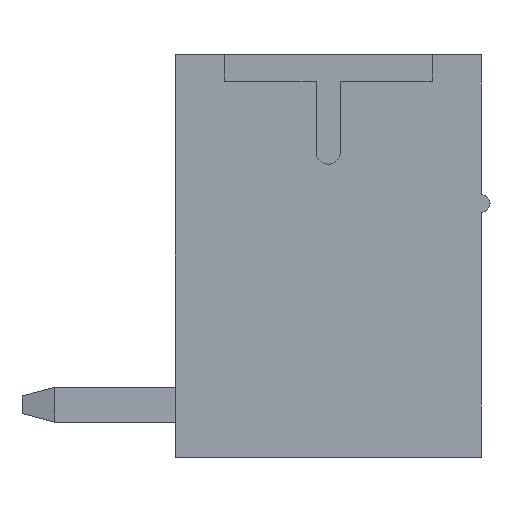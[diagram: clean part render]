
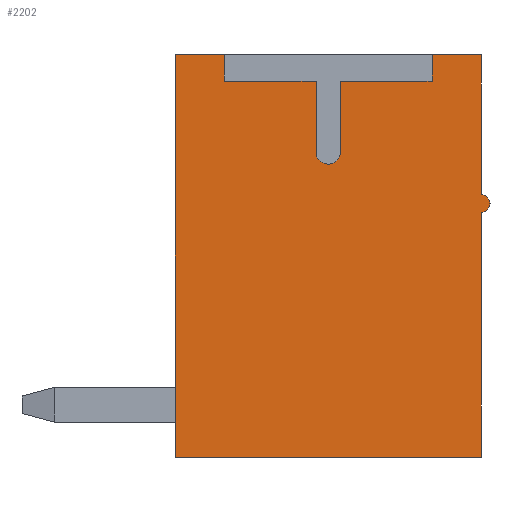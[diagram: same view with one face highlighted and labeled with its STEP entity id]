
A CAD part, left-side view. The second image highlights one B-rep face of the part: STEP entity #2202.
In plain terms, the highlighted planar face has unit normal (-1, 0, 0).
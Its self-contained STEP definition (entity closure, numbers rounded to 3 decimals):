
#2202 = ADVANCED_FACE( '', ( #4736 ), #4737, .F. );
#4736 = FACE_OUTER_BOUND( '', #7687, .T. );
#4737 = PLANE( '', #7688 );
#7687 = EDGE_LOOP( '', ( #13740, #13741, #13742, #13743, #13744, #13745, #13746, #13747, #13748, #13749, #13750, #13751, #13752, #13753 ) );
#7688 = AXIS2_PLACEMENT_3D( '', #13754, #13755, #13756 );
#13740 = ORIENTED_EDGE( '', *, *, #18583, .T. );
#13741 = ORIENTED_EDGE( '', *, *, #20630, .T. );
#13742 = ORIENTED_EDGE( '', *, *, #20631, .T. );
#13743 = ORIENTED_EDGE( '', *, *, #19006, .T. );
#13744 = ORIENTED_EDGE( '', *, *, #20632, .T. );
#13745 = ORIENTED_EDGE( '', *, *, #20633, .T. );
#13746 = ORIENTED_EDGE( '', *, *, #18449, .T. );
#13747 = ORIENTED_EDGE( '', *, *, #20634, .T. );
#13748 = ORIENTED_EDGE( '', *, *, #18680, .T. );
#13749 = ORIENTED_EDGE( '', *, *, #20635, .T. );
#13750 = ORIENTED_EDGE( '', *, *, #20636, .T. );
#13751 = ORIENTED_EDGE( '', *, *, #19196, .T. );
#13752 = ORIENTED_EDGE( '', *, *, #20637, .T. );
#13753 = ORIENTED_EDGE( '', *, *, #20638, .T. );
#13754 = CARTESIAN_POINT( '', ( -40.45, 0., 2.375 ) );
#13755 = DIRECTION( '', ( 1., 0., 0. ) );
#13756 = DIRECTION( '', ( 0., 0., -1. ) );
#18449 = EDGE_CURVE( '', #22299, #22297, #22300, .T. );
#18583 = EDGE_CURVE( '', #22534, #22535, #22536, .T. );
#18680 = EDGE_CURVE( '', #22701, #22699, #22702, .T. );
#19006 = EDGE_CURVE( '', #23263, #23261, #23264, .T. );
#19196 = EDGE_CURVE( '', #23580, #23581, #23582, .T. );
#20630 = EDGE_CURVE( '', #22535, #25773, #25774, .T. );
#20631 = EDGE_CURVE( '', #25773, #23263, #25775, .T. );
#20632 = EDGE_CURVE( '', #23261, #25776, #25777, .T. );
#20633 = EDGE_CURVE( '', #25776, #22299, #25778, .T. );
#20634 = EDGE_CURVE( '', #22297, #22701, #25779, .T. );
#20635 = EDGE_CURVE( '', #22699, #25780, #25781, .T. );
#20636 = EDGE_CURVE( '', #25780, #23580, #25782, .T. );
#20637 = EDGE_CURVE( '', #23581, #25783, #25784, .T. );
#20638 = EDGE_CURVE( '', #25783, #22534, #25785, .F. );
#22297 = VERTEX_POINT( '', #27906 );
#22299 = VERTEX_POINT( '', #27909 );
#22300 = LINE( '', #27910, #27911 );
#22534 = VERTEX_POINT( '', #28249 );
#22535 = VERTEX_POINT( '', #28250 );
#22536 = LINE( '', #28251, #28252 );
#22699 = VERTEX_POINT( '', #28488 );
#22701 = VERTEX_POINT( '', #28491 );
#22702 = LINE( '', #28492, #28493 );
#23261 = VERTEX_POINT( '', #29303 );
#23263 = VERTEX_POINT( '', #29306 );
#23264 = LINE( '', #29307, #29308 );
#23580 = VERTEX_POINT( '', #29766 );
#23581 = VERTEX_POINT( '', #29767 );
#23582 = LINE( '', #29768, #29769 );
#25773 = VERTEX_POINT( '', #33011 );
#25774 = LINE( '', #33012, #33013 );
#25775 = LINE( '', #33014, #33015 );
#25776 = VERTEX_POINT( '', #33016 );
#25777 = LINE( '', #33017, #33018 );
#25778 = CIRCLE( '', #33019, 0.275 );
#25779 = LINE( '', #33020, #33021 );
#25780 = VERTEX_POINT( '', #33022 );
#25781 = LINE( '', #33023, #33024 );
#25782 = LINE( '', #33025, #33026 );
#25783 = VERTEX_POINT( '', #33027 );
#25784 = LINE( '', #33028, #33029 );
#25785 = CIRCLE( '', #33030, 0.2 );
#27906 = CARTESIAN_POINT( '', ( -40.45, 0.275, 4. ) );
#27909 = CARTESIAN_POINT( '', ( -40.45, 0.275, 2.375 ) );
#27910 = CARTESIAN_POINT( '', ( -40.45, 0.275, 2.375 ) );
#27911 = VECTOR( '', #35209, 1000. );
#28249 = CARTESIAN_POINT( '', ( -40.45, -3.5, 1.4 ) );
#28250 = CARTESIAN_POINT( '', ( -40.45, -3.5, 4.6 ) );
#28251 = CARTESIAN_POINT( '', ( -40.45, -3.5, 1.4 ) );
#28252 = VECTOR( '', #35338, 1000. );
#28488 = CARTESIAN_POINT( '', ( -40.45, 2.375, 4.6 ) );
#28491 = CARTESIAN_POINT( '', ( -40.45, 2.375, 4. ) );
#28492 = CARTESIAN_POINT( '', ( -40.45, 2.375, 4. ) );
#28493 = VECTOR( '', #35425, 1000. );
#29303 = CARTESIAN_POINT( '', ( -40.45, -0.275, 4. ) );
#29306 = CARTESIAN_POINT( '', ( -40.45, -2.375, 4. ) );
#29307 = CARTESIAN_POINT( '', ( -40.45, -2.375, 4. ) );
#29308 = VECTOR( '', #35714, 1000. );
#29766 = CARTESIAN_POINT( '', ( -40.45, 3.5, -4.6 ) );
#29767 = CARTESIAN_POINT( '', ( -40.45, -3.5, -4.6 ) );
#29768 = CARTESIAN_POINT( '', ( -40.45, 3.5, -4.6 ) );
#29769 = VECTOR( '', #35890, 1000. );
#33011 = CARTESIAN_POINT( '', ( -40.45, -2.375, 4.6 ) );
#33012 = CARTESIAN_POINT( '', ( -40.45, -3.871, 4.6 ) );
#33013 = VECTOR( '', #37134, 1000. );
#33014 = CARTESIAN_POINT( '', ( -40.45, -2.375, 4.6 ) );
#33015 = VECTOR( '', #37135, 1000. );
#33016 = CARTESIAN_POINT( '', ( -40.45, -0.275, 2.375 ) );
#33017 = CARTESIAN_POINT( '', ( -40.45, -0.275, 4. ) );
#33018 = VECTOR( '', #37136, 1000. );
#33019 = AXIS2_PLACEMENT_3D( '', #37137, #37138, #37139 );
#33020 = CARTESIAN_POINT( '', ( -40.45, 0.275, 4. ) );
#33021 = VECTOR( '', #37140, 1000. );
#33022 = CARTESIAN_POINT( '', ( -40.45, 3.5, 4.6 ) );
#33023 = CARTESIAN_POINT( '', ( -40.45, 2.375, 4.6 ) );
#33024 = VECTOR( '', #37141, 1000. );
#33025 = CARTESIAN_POINT( '', ( -40.45, 3.5, 4.6 ) );
#33026 = VECTOR( '', #37142, 1000. );
#33027 = CARTESIAN_POINT( '', ( -40.45, -3.5, 1. ) );
#33028 = CARTESIAN_POINT( '', ( -40.45, -3.5, -4.6 ) );
#33029 = VECTOR( '', #37143, 1000. );
#33030 = AXIS2_PLACEMENT_3D( '', #37144, #37145, #37146 );
#35209 = DIRECTION( '', ( 0., 0., 1. ) );
#35338 = DIRECTION( '', ( 0., 0., 1. ) );
#35425 = DIRECTION( '', ( 0., 0., 1. ) );
#35714 = DIRECTION( '', ( 0., 1., 0. ) );
#35890 = DIRECTION( '', ( 0., -1., 0. ) );
#37134 = DIRECTION( '', ( 0., 1., 0. ) );
#37135 = DIRECTION( '', ( 0., 0., -1. ) );
#37136 = DIRECTION( '', ( 0., 0., -1. ) );
#37137 = CARTESIAN_POINT( '', ( -40.45, 0., 2.375 ) );
#37138 = DIRECTION( '', ( 1., 0., 0. ) );
#37139 = DIRECTION( '', ( 0., -1., 0. ) );
#37140 = DIRECTION( '', ( 0., 1., 0. ) );
#37141 = DIRECTION( '', ( 0., 1., 0. ) );
#37142 = DIRECTION( '', ( 0., 0., -1. ) );
#37143 = DIRECTION( '', ( 0., 0., 1. ) );
#37144 = CARTESIAN_POINT( '', ( -40.45, -3.5, 1.2 ) );
#37145 = DIRECTION( '', ( 1., 0., 0. ) );
#37146 = DIRECTION( '', ( 0., 0., -1. ) );
